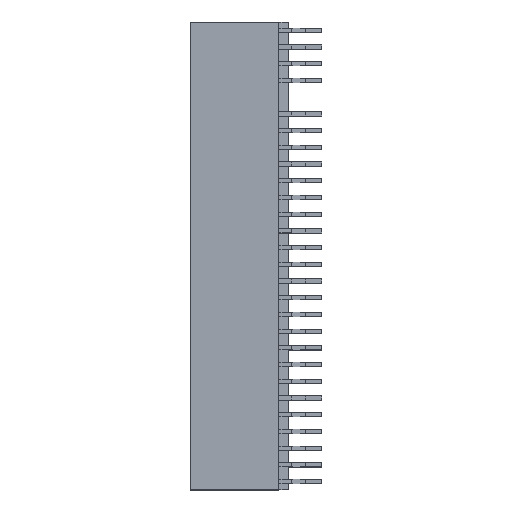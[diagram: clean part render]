
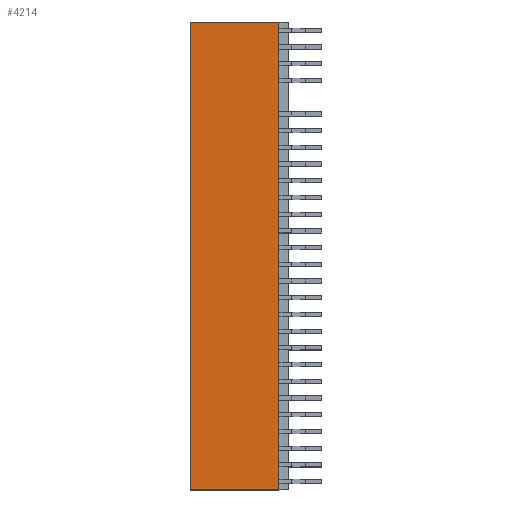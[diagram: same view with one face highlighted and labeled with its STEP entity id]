
A CAD part, top view. The second image highlights one B-rep face of the part: STEP entity #4214.
In plain terms, the highlighted face is planar.
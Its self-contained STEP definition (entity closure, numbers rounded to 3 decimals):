
#400 = PLANE('',#401);
#401 = AXIS2_PLACEMENT_3D('',#402,#403,#404);
#402 = CARTESIAN_POINT('',(2.9,0.,-5.93));
#403 = DIRECTION('',(0.,0.,1.));
#404 = DIRECTION('',(1.,0.,0.));
#636 = VERTEX_POINT('',#637);
#637 = CARTESIAN_POINT('',(4.7,-71.12,-5.93));
#651 = PLANE('',#652);
#652 = AXIS2_PLACEMENT_3D('',#653,#654,#655);
#653 = CARTESIAN_POINT('',(-0.85,-71.12,7.54));
#654 = DIRECTION('',(0.,1.,0.));
#655 = DIRECTION('',(0.,0.,1.));
#663 = EDGE_CURVE('',#664,#636,#666,.T.);
#664 = VERTEX_POINT('',#665);
#665 = CARTESIAN_POINT('',(4.7,0.,-5.93));
#666 = SURFACE_CURVE('',#667,(#671,#678),.PCURVE_S1.);
#667 = LINE('',#668,#669);
#668 = CARTESIAN_POINT('',(4.7,0.,-5.93));
#669 = VECTOR('',#670,1.);
#670 = DIRECTION('',(0.,-1.,0.));
#671 = PCURVE('',#400,#672);
#672 = DEFINITIONAL_REPRESENTATION('',(#673),#677);
#673 = LINE('',#674,#675);
#674 = CARTESIAN_POINT('',(1.8,0.));
#675 = VECTOR('',#676,1.);
#676 = DIRECTION('',(0.,-1.));
#677 = ( GEOMETRIC_REPRESENTATION_CONTEXT(2) 
PARAMETRIC_REPRESENTATION_CONTEXT() REPRESENTATION_CONTEXT('2D SPACE',''
  ) );
#678 = PCURVE('',#679,#684);
#679 = PLANE('',#680);
#680 = AXIS2_PLACEMENT_3D('',#681,#682,#683);
#681 = CARTESIAN_POINT('',(4.7,0.,-5.93));
#682 = DIRECTION('',(-1.,0.,0.));
#683 = DIRECTION('',(0.,0.,1.));
#684 = DEFINITIONAL_REPRESENTATION('',(#685),#689);
#685 = LINE('',#686,#687);
#686 = CARTESIAN_POINT('',(0.,0.));
#687 = VECTOR('',#688,1.);
#688 = DIRECTION('',(0.,-1.));
#689 = ( GEOMETRIC_REPRESENTATION_CONTEXT(2) 
PARAMETRIC_REPRESENTATION_CONTEXT() REPRESENTATION_CONTEXT('2D SPACE',''
  ) );
#705 = PLANE('',#706);
#706 = AXIS2_PLACEMENT_3D('',#707,#708,#709);
#707 = CARTESIAN_POINT('',(-0.85,0.,7.54));
#708 = DIRECTION('',(0.,1.,0.));
#709 = DIRECTION('',(0.,0.,1.));
#3781 = VERTEX_POINT('',#3782);
#3782 = CARTESIAN_POINT('',(4.7,0.,7.54));
#3796 = PLANE('',#3797);
#3797 = AXIS2_PLACEMENT_3D('',#3798,#3799,#3800);
#3798 = CARTESIAN_POINT('',(4.7,0.,7.54));
#3799 = DIRECTION('',(0.,0.,-1.));
#3800 = DIRECTION('',(-1.,0.,0.));
#3808 = EDGE_CURVE('',#664,#3781,#3809,.T.);
#3809 = SURFACE_CURVE('',#3810,(#3814,#3821),.PCURVE_S1.);
#3810 = LINE('',#3811,#3812);
#3811 = CARTESIAN_POINT('',(4.7,0.,-5.93));
#3812 = VECTOR('',#3813,1.);
#3813 = DIRECTION('',(0.,0.,1.));
#3814 = PCURVE('',#705,#3815);
#3815 = DEFINITIONAL_REPRESENTATION('',(#3816),#3820);
#3816 = LINE('',#3817,#3818);
#3817 = CARTESIAN_POINT('',(-13.47,5.55));
#3818 = VECTOR('',#3819,1.);
#3819 = DIRECTION('',(1.,0.));
#3820 = ( GEOMETRIC_REPRESENTATION_CONTEXT(2) 
PARAMETRIC_REPRESENTATION_CONTEXT() REPRESENTATION_CONTEXT('2D SPACE',''
  ) );
#3821 = PCURVE('',#679,#3822);
#3822 = DEFINITIONAL_REPRESENTATION('',(#3823),#3827);
#3823 = LINE('',#3824,#3825);
#3824 = CARTESIAN_POINT('',(0.,0.));
#3825 = VECTOR('',#3826,1.);
#3826 = DIRECTION('',(1.,0.));
#3827 = ( GEOMETRIC_REPRESENTATION_CONTEXT(2) 
PARAMETRIC_REPRESENTATION_CONTEXT() REPRESENTATION_CONTEXT('2D SPACE',''
  ) );
#4080 = VERTEX_POINT('',#4081);
#4081 = CARTESIAN_POINT('',(4.7,-71.12,7.54));
#4102 = EDGE_CURVE('',#636,#4080,#4103,.T.);
#4103 = SURFACE_CURVE('',#4104,(#4108,#4115),.PCURVE_S1.);
#4104 = LINE('',#4105,#4106);
#4105 = CARTESIAN_POINT('',(4.7,-71.12,-5.93));
#4106 = VECTOR('',#4107,1.);
#4107 = DIRECTION('',(0.,0.,1.));
#4108 = PCURVE('',#651,#4109);
#4109 = DEFINITIONAL_REPRESENTATION('',(#4110),#4114);
#4110 = LINE('',#4111,#4112);
#4111 = CARTESIAN_POINT('',(-13.47,5.55));
#4112 = VECTOR('',#4113,1.);
#4113 = DIRECTION('',(1.,0.));
#4114 = ( GEOMETRIC_REPRESENTATION_CONTEXT(2) 
PARAMETRIC_REPRESENTATION_CONTEXT() REPRESENTATION_CONTEXT('2D SPACE',''
  ) );
#4115 = PCURVE('',#679,#4116);
#4116 = DEFINITIONAL_REPRESENTATION('',(#4117),#4121);
#4117 = LINE('',#4118,#4119);
#4118 = CARTESIAN_POINT('',(0.,-71.12));
#4119 = VECTOR('',#4120,1.);
#4120 = DIRECTION('',(1.,0.));
#4121 = ( GEOMETRIC_REPRESENTATION_CONTEXT(2) 
PARAMETRIC_REPRESENTATION_CONTEXT() REPRESENTATION_CONTEXT('2D SPACE',''
  ) );
#4214 = ADVANCED_FACE('',(#4215),#679,.F.);
#4215 = FACE_BOUND('',#4216,.F.);
#4216 = EDGE_LOOP('',(#4217,#4218,#4219,#4240));
#4217 = ORIENTED_EDGE('',*,*,#663,.T.);
#4218 = ORIENTED_EDGE('',*,*,#4102,.T.);
#4219 = ORIENTED_EDGE('',*,*,#4220,.F.);
#4220 = EDGE_CURVE('',#3781,#4080,#4221,.T.);
#4221 = SURFACE_CURVE('',#4222,(#4226,#4233),.PCURVE_S1.);
#4222 = LINE('',#4223,#4224);
#4223 = CARTESIAN_POINT('',(4.7,0.,7.54));
#4224 = VECTOR('',#4225,1.);
#4225 = DIRECTION('',(0.,-1.,0.));
#4226 = PCURVE('',#679,#4227);
#4227 = DEFINITIONAL_REPRESENTATION('',(#4228),#4232);
#4228 = LINE('',#4229,#4230);
#4229 = CARTESIAN_POINT('',(13.47,0.));
#4230 = VECTOR('',#4231,1.);
#4231 = DIRECTION('',(0.,-1.));
#4232 = ( GEOMETRIC_REPRESENTATION_CONTEXT(2) 
PARAMETRIC_REPRESENTATION_CONTEXT() REPRESENTATION_CONTEXT('2D SPACE',''
  ) );
#4233 = PCURVE('',#3796,#4234);
#4234 = DEFINITIONAL_REPRESENTATION('',(#4235),#4239);
#4235 = LINE('',#4236,#4237);
#4236 = CARTESIAN_POINT('',(0.,0.));
#4237 = VECTOR('',#4238,1.);
#4238 = DIRECTION('',(0.,-1.));
#4239 = ( GEOMETRIC_REPRESENTATION_CONTEXT(2) 
PARAMETRIC_REPRESENTATION_CONTEXT() REPRESENTATION_CONTEXT('2D SPACE',''
  ) );
#4240 = ORIENTED_EDGE('',*,*,#3808,.F.);
